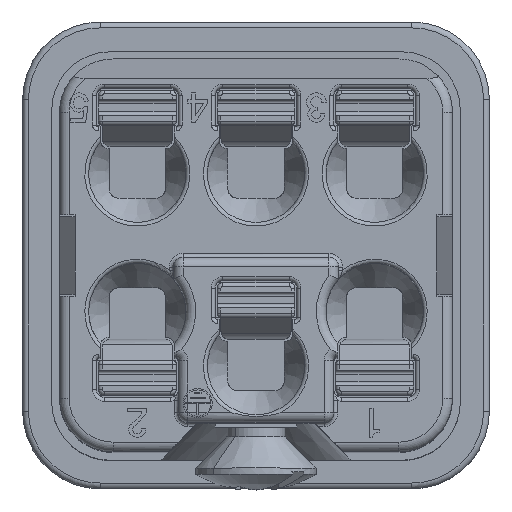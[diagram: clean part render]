
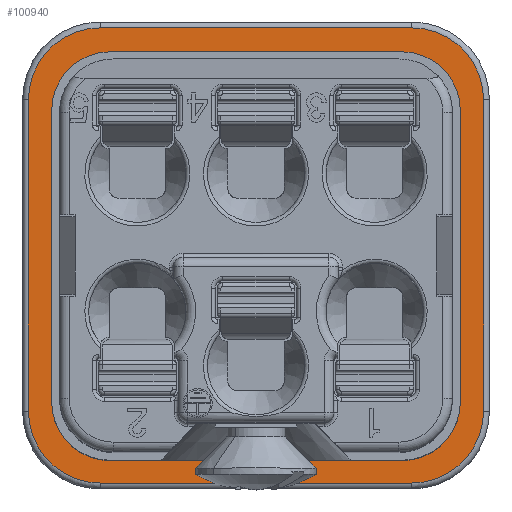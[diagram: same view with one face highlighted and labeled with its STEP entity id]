
A CAD part, top view. The second image highlights one B-rep face of the part: STEP entity #100940.
In plain terms, the highlighted face is planar.
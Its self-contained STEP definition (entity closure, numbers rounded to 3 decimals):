
#94580=CARTESIAN_POINT('',(42.706,38.098,
6.85));
#94590=VERTEX_POINT('',#94580);
#94750=CARTESIAN_POINT('',(58.706,38.098,
6.85));
#94760=VERTEX_POINT('',#94750);
#94790=CARTESIAN_POINT('',(52.176,38.098,
6.85));
#94800=DIRECTION('',(-1.,0.,0.));
#94810=VECTOR('',#94800,1.);
#94820=LINE('',#94790,#94810);
#94830=EDGE_CURVE('',#94760,#94590,#94820,.T.);
#96860=CARTESIAN_POINT('',(58.706,61.498,
6.85));
#96870=VERTEX_POINT('',#96860);
#97030=CARTESIAN_POINT('',(42.706,61.498,
6.85));
#97040=VERTEX_POINT('',#97030);
#97070=CARTESIAN_POINT('',(52.176,61.498,
6.85));
#97080=DIRECTION('',(1.,0.,0.));
#97090=VECTOR('',#97080,1.);
#97100=LINE('',#97070,#97090);
#97110=EDGE_CURVE('',#97040,#96870,#97100,.T.);
#99170=CARTESIAN_POINT('',(62.406,41.798,
6.85));
#99180=VERTEX_POINT('',#99170);
#99210=CARTESIAN_POINT('',(58.706,41.798,
6.85));
#99220=DIRECTION('',(0.,0.,1.));
#99230=DIRECTION('',(1.,0.,0.));
#99240=AXIS2_PLACEMENT_3D('',#99210,#99220,#99230);
#99250=CIRCLE('',#99240,3.7);
#99260=EDGE_CURVE('',#94760,#99180,#99250,.T.);
#99750=CARTESIAN_POINT('',(60.923,44.336,
6.85));
#99760=DIRECTION('',(0.,0.,1.));
#99770=DIRECTION('',(1.,0.,0.));
#99780=AXIS2_PLACEMENT_3D('',#99750,#99760,#99770);
#99790=PLANE('',#99780);
#99800=CARTESIAN_POINT('',(42.706,41.798,
6.85));
#99810=DIRECTION('',(0.,0.,1.));
#99820=DIRECTION('',(1.,0.,0.));
#99830=AXIS2_PLACEMENT_3D('',#99800,#99810,#99820);
#99840=CIRCLE('',#99830,3.7);
#99850=CARTESIAN_POINT('',(39.006,41.798,
6.85));
#99860=VERTEX_POINT('',#99850);
#99870=EDGE_CURVE('',#99860,#94590,#99840,.T.);
#99880=ORIENTED_EDGE('',*,*,#99870,.F.);
#99890=ORIENTED_EDGE('',*,*,#94830,.T.);
#99900=ORIENTED_EDGE('',*,*,#99260,.F.);
#99910=CARTESIAN_POINT('',(62.406,59.158,
6.85));
#99920=DIRECTION('',(0.,-1.,0.));
#99930=VECTOR('',#99920,1.);
#99940=LINE('',#99910,#99930);
#99950=CARTESIAN_POINT('',(62.406,57.798,
6.85));
#99960=VERTEX_POINT('',#99950);
#99970=EDGE_CURVE('',#99960,#99180,#99940,.T.);
#99980=ORIENTED_EDGE('',*,*,#99970,.T.);
#99990=CARTESIAN_POINT('',(58.706,57.798,
6.85));
#100000=DIRECTION('',(0.,0.,1.));
#100010=DIRECTION('',(1.,0.,0.));
#100020=AXIS2_PLACEMENT_3D('',#99990,#100000,#100010);
#100030=CIRCLE('',#100020,3.7);
#100040=EDGE_CURVE('',#99960,#96870,#100030,.T.);
#100050=ORIENTED_EDGE('',*,*,#100040,.F.);
#100060=ORIENTED_EDGE('',*,*,#97110,.T.);
#100070=CARTESIAN_POINT('',(42.706,57.798,
6.85));
#100080=DIRECTION('',(0.,0.,1.));
#100090=DIRECTION('',(1.,0.,0.));
#100100=AXIS2_PLACEMENT_3D('',#100070,#100080,#100090);
#100110=CIRCLE('',#100100,3.7);
#100120=CARTESIAN_POINT('',(39.006,57.798,
6.85));
#100130=VERTEX_POINT('',#100120);
#100140=EDGE_CURVE('',#97040,#100130,#100110,.T.);
#100150=ORIENTED_EDGE('',*,*,#100140,.F.);
#100160=CARTESIAN_POINT('',(39.006,59.158,
6.85));
#100170=DIRECTION('',(0.,1.,0.));
#100180=VECTOR('',#100170,1.);
#100190=LINE('',#100160,#100180);
#100200=EDGE_CURVE('',#99860,#100130,#100190,.T.);
#100210=ORIENTED_EDGE('',*,*,#100200,.T.);
#100220=EDGE_LOOP('',(#100210,#100150,#100060,#100050,#99980,#99900,
#99890,#99880));
#100230=FACE_OUTER_BOUND('',#100220,.T.);
#100240=CARTESIAN_POINT('',(0.,39.348,6.85));
#100250=DIRECTION('',(-1.,0.,0.));
#100260=VECTOR('',#100250,1.);
#100270=LINE('',#100240,#100260);
#100280=CARTESIAN_POINT('',(58.206,39.348,6.85));
#100290=VERTEX_POINT('',#100280);
#100300=CARTESIAN_POINT('',(43.206,39.348,6.85));
#100310=VERTEX_POINT('',#100300);
#100320=EDGE_CURVE('',#100290,#100310,#100270,.T.);
#100330=ORIENTED_EDGE('',*,*,#100320,.F.);
#100340=CARTESIAN_POINT('',(43.206,42.348,6.85));
#100350=DIRECTION('',(0.,0.,-1.));
#100360=DIRECTION('',(-1.,0.,0.));
#100370=AXIS2_PLACEMENT_3D('',#100340,#100350,#100360);
#100380=CIRCLE('',#100370,3.);
#100390=CARTESIAN_POINT('',(40.206,42.348,6.85));
#100400=VERTEX_POINT('',#100390);
#100410=EDGE_CURVE('',#100310,#100400,#100380,.T.);
#100420=ORIENTED_EDGE('',*,*,#100410,.F.);
#100430=CARTESIAN_POINT('',(40.206,0.,6.85));
#100440=DIRECTION('',(0.,1.,0.));
#100450=VECTOR('',#100440,1.);
#100460=LINE('',#100430,#100450);
#100470=CARTESIAN_POINT('',(40.206,57.348,6.85));
#100480=VERTEX_POINT('',#100470);
#100490=EDGE_CURVE('',#100400,#100480,#100460,.T.);
#100500=ORIENTED_EDGE('',*,*,#100490,.F.);
#100510=CARTESIAN_POINT('',(43.206,57.348,6.85));
#100520=DIRECTION('',(0.,0.,-1.));
#100530=DIRECTION('',(-1.,0.,0.));
#100540=AXIS2_PLACEMENT_3D('',#100510,#100520,#100530);
#100550=CIRCLE('',#100540,3.);
#100560=CARTESIAN_POINT('',(43.206,60.348,6.85));
#100570=VERTEX_POINT('',#100560);
#100580=EDGE_CURVE('',#100480,#100570,#100550,.T.);
#100590=ORIENTED_EDGE('',*,*,#100580,.F.);
#100600=CARTESIAN_POINT('',(0.,60.348,6.85));
#100610=DIRECTION('',(1.,0.,0.));
#100620=VECTOR('',#100610,1.);
#100630=LINE('',#100600,#100620);
#100640=CARTESIAN_POINT('',(58.206,60.348,6.85));
#100650=VERTEX_POINT('',#100640);
#100660=EDGE_CURVE('',#100570,#100650,#100630,.T.);
#100670=ORIENTED_EDGE('',*,*,#100660,.F.);
#100680=CARTESIAN_POINT('',(58.206,57.348,6.85));
#100690=DIRECTION('',(0.,0.,-1.));
#100700=DIRECTION('',(-1.,0.,0.));
#100710=AXIS2_PLACEMENT_3D('',#100680,#100690,#100700);
#100720=CIRCLE('',#100710,3.);
#100730=CARTESIAN_POINT('',(61.206,57.348,6.85));
#100740=VERTEX_POINT('',#100730);
#100750=EDGE_CURVE('',#100650,#100740,#100720,.T.);
#100760=ORIENTED_EDGE('',*,*,#100750,.F.);
#100770=CARTESIAN_POINT('',(61.206,0.,6.85));
#100780=DIRECTION('',(0.,-1.,0.));
#100790=VECTOR('',#100780,1.);
#100800=LINE('',#100770,#100790);
#100810=CARTESIAN_POINT('',(61.206,42.348,6.85));
#100820=VERTEX_POINT('',#100810);
#100830=EDGE_CURVE('',#100740,#100820,#100800,.T.);
#100840=ORIENTED_EDGE('',*,*,#100830,.F.);
#100850=CARTESIAN_POINT('',(58.206,42.348,6.85));
#100860=DIRECTION('',(0.,0.,-1.));
#100870=DIRECTION('',(-1.,0.,0.));
#100880=AXIS2_PLACEMENT_3D('',#100850,#100860,#100870);
#100890=CIRCLE('',#100880,3.);
#100900=EDGE_CURVE('',#100820,#100290,#100890,.T.);
#100910=ORIENTED_EDGE('',*,*,#100900,.F.);
#100920=EDGE_LOOP('',(#100910,#100840,#100760,#100670,#100590,#100500,
#100420,#100330));
#100930=FACE_BOUND('',#100920,.T.);
#100940=ADVANCED_FACE('',(#100230,#100930),#99790,.F.);
